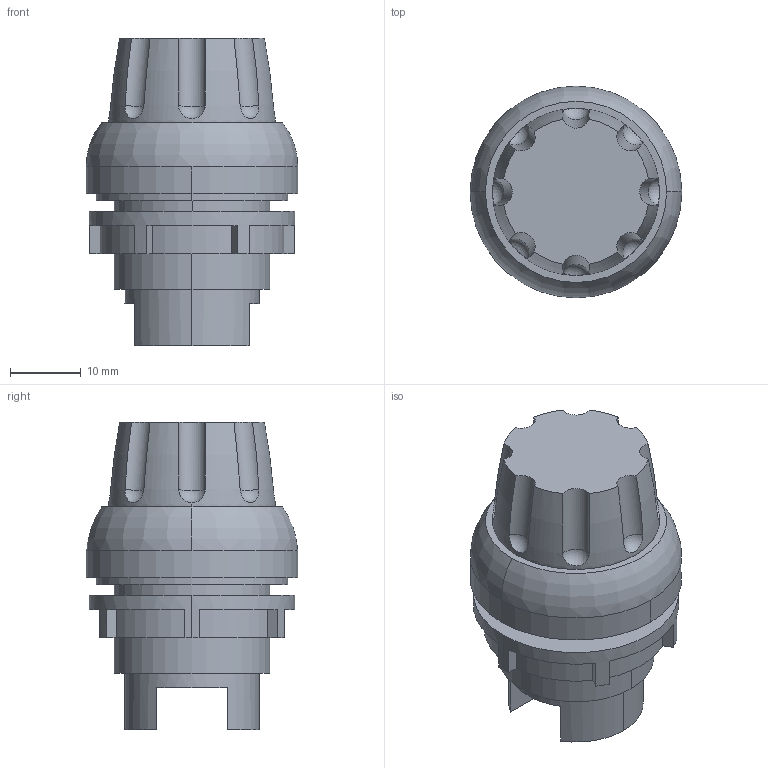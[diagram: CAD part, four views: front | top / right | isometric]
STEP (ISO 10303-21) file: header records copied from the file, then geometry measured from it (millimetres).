
FILE_DESCRIPTION(('STEP AP214'),'1');
FILE_NAME('bouton_023972.stp','2019-01-09T08:03:49',('TraceParts'),('TraceParts S.A.'),'Spatial InterOp 3D',' ',' ');
FILE_SCHEMA(('automotive_design'));
Length unit declared in the file: millimetre
Products named in the file (2): bouton_023972_1; bouton_023972_2
Bounding box: 29.9 x 29.9 x 43.5 mm (x, y, z)
Volume: 18784.7 mm3; surface area: 6063 mm2
Topology: 2 solids, 2 shells, 68 faces, 198 edges, 122 vertices
Faces by surface type: plane 30, cylinder 26, sphere 8, torus 4
Entity records: 2498 total; most frequent: CARTESIAN_POINT 720, DIRECTION 384, ORIENTED_EDGE 364, EDGE_CURVE 182, AXIS2_PLACEMENT_3D 158, VERTEX_POINT 122, CIRCLE 80, EDGE_LOOP 74
